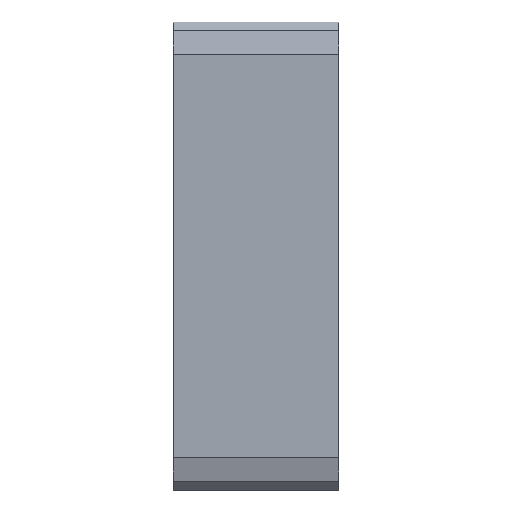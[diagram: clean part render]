
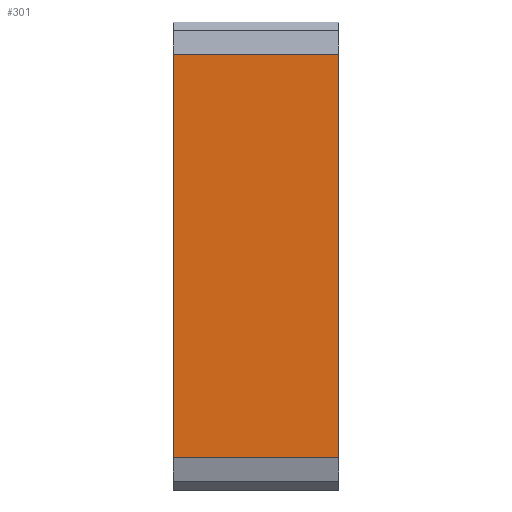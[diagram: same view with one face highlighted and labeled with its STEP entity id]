
A CAD part, top view. The second image highlights one B-rep face of the part: STEP entity #301.
In plain terms, the highlighted planar face has unit normal (0, 0, 1).
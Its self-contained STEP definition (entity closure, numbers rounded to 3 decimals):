
#274=AXIS2_PLACEMENT_3D('Plane Axis2P3D',#271,#272,#273) ;
#242=CARTESIAN_POINT('Vertex',(3.875,0.7,2.2)) ;
#245=CARTESIAN_POINT('Line Origine',(2.075,0.7,2.2)) ;
#249=CARTESIAN_POINT('Vertex',(0.275,0.7,2.2)) ;
#271=CARTESIAN_POINT('Axis2P3D Location',(2.075,0.7,2.2)) ;
#276=CARTESIAN_POINT('Line Origine',(3.875,5.1,2.2)) ;
#280=CARTESIAN_POINT('Vertex',(3.875,9.5,2.2)) ;
#283=CARTESIAN_POINT('Line Origine',(2.075,9.5,2.2)) ;
#287=CARTESIAN_POINT('Vertex',(0.275,9.5,2.2)) ;
#290=CARTESIAN_POINT('Line Origine',(0.275,5.1,2.2)) ;
#246=DIRECTION('Vector Direction',(1.,0.,0.)) ;
#272=DIRECTION('Axis2P3D Direction',(0.,0.,-1.)) ;
#273=DIRECTION('Axis2P3D XDirection',(0.,1.,0.)) ;
#277=DIRECTION('Vector Direction',(0.,1.,0.)) ;
#284=DIRECTION('Vector Direction',(1.,0.,0.)) ;
#291=DIRECTION('Vector Direction',(0.,1.,0.)) ;
#247=VECTOR('Line Direction',#246,1.) ;
#278=VECTOR('Line Direction',#277,1.) ;
#285=VECTOR('Line Direction',#284,1.) ;
#292=VECTOR('Line Direction',#291,1.) ;
#296=ORIENTED_EDGE('',*,*,#282,.T.) ;
#297=ORIENTED_EDGE('',*,*,#289,.F.) ;
#298=ORIENTED_EDGE('',*,*,#294,.F.) ;
#299=ORIENTED_EDGE('',*,*,#251,.T.) ;
#301=ADVANCED_FACE('S3D gedreht',(#300),#275,.F.) ;
#251=EDGE_CURVE('',#250,#243,#248,.T.) ;
#282=EDGE_CURVE('',#243,#281,#279,.T.) ;
#289=EDGE_CURVE('',#288,#281,#286,.T.) ;
#294=EDGE_CURVE('',#250,#288,#293,.T.) ;
#295=EDGE_LOOP('',(#296,#297,#298,#299)) ;
#300=FACE_OUTER_BOUND('',#295,.T.) ;
#248=LINE('Line',#245,#247) ;
#279=LINE('Line',#276,#278) ;
#286=LINE('Line',#283,#285) ;
#293=LINE('Line',#290,#292) ;
#275=PLANE('',#274) ;
#243=VERTEX_POINT('',#242) ;
#250=VERTEX_POINT('',#249) ;
#281=VERTEX_POINT('',#280) ;
#288=VERTEX_POINT('',#287) ;
